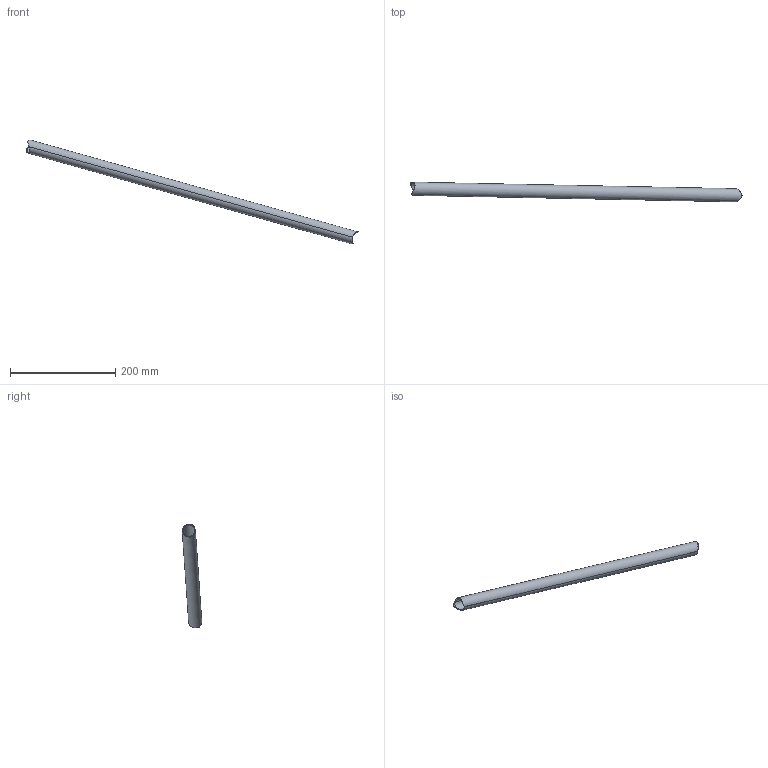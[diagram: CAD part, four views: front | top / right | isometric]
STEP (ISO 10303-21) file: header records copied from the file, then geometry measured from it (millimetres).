
FILE_DESCRIPTION(('CATIA V5 STEP Exchange'),'2;1');
FILE_NAME('21.stp','2022-02-15T23:19:57+00:00',('none'),('none'),'CATIA Version 5 Release 19 SP 2 (IN-10)','CATIA V5 STEP AP203','none');
FILE_SCHEMA(('CONFIG_CONTROL_DESIGN'));
Length unit declared in the file: millimetre
Products named in the file (1): Shape_122
Bounding box: 630.86 x 37.18 x 197.49 mm (x, y, z)
Volume: 70966.1 mm3; surface area: 94903.9 mm2
Topology: 1 solids, 1 shells, 13 faces, 39 edges, 26 vertices
Faces by surface type: cylinder 13
Entity records: 631 total; most frequent: CARTESIAN_POINT 305, ORIENTED_EDGE 78, EDGE_CURVE 39, B_SPLINE_CURVE_WITH_KNOTS 29, DIRECTION 28, VERTEX_POINT 26, ADVANCED_FACE 13, EDGE_LOOP 13
